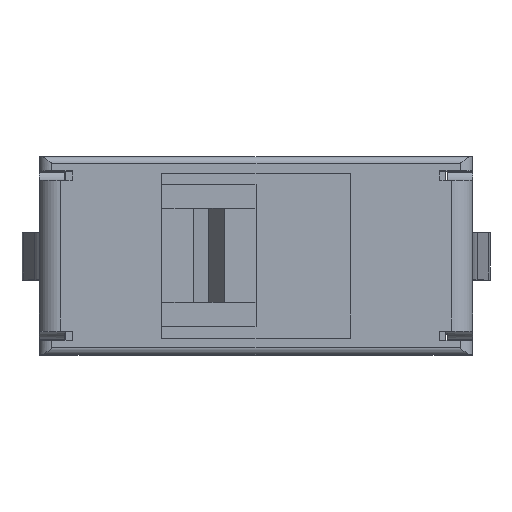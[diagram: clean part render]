
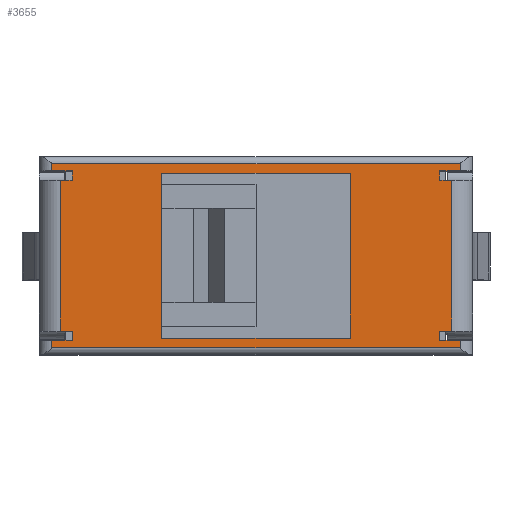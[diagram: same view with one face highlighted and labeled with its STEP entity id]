
A CAD part, top view. The second image highlights one B-rep face of the part: STEP entity #3655.
In plain terms, the highlighted planar face has unit normal (0, 0, 1).
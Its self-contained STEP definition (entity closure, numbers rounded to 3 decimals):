
#76=FACE_BOUND('',#522,.T.);
#330=FACE_OUTER_BOUND('',#521,.T.);
#521=EDGE_LOOP('',(#3169,#3170,#3171,#3172,#3173,#3174,#3175,#3176,#3177,
#3178,#3179,#3180,#3181,#3182,#3183,#3184,#3185,#3186,#3187,#3188));
#522=EDGE_LOOP('',(#3189,#3190,#3191,#3192));
#653=LINE('',#5173,#1082);
#664=LINE('',#5197,#1093);
#677=LINE('',#5224,#1106);
#712=LINE('',#5302,#1141);
#737=LINE('',#5374,#1166);
#747=LINE('',#5396,#1176);
#750=LINE('',#5402,#1179);
#833=LINE('',#5649,#1262);
#834=LINE('',#5651,#1263);
#835=LINE('',#5654,#1264);
#844=LINE('',#5673,#1273);
#847=LINE('',#5698,#1276);
#848=LINE('',#5717,#1277);
#852=LINE('',#5726,#1281);
#917=LINE('',#5918,#1346);
#926=LINE('',#5936,#1355);
#927=LINE('',#5940,#1356);
#928=LINE('',#5941,#1357);
#929=LINE('',#5943,#1358);
#930=LINE('',#5945,#1359);
#931=LINE('',#5946,#1360);
#932=LINE('',#5948,#1361);
#933=LINE('',#5950,#1362);
#934=LINE('',#5951,#1363);
#1082=VECTOR('',#4135,10.);
#1093=VECTOR('',#4152,10.);
#1106=VECTOR('',#4173,10.);
#1141=VECTOR('',#4236,10.);
#1166=VECTOR('',#4285,10.);
#1176=VECTOR('',#4303,10.);
#1179=VECTOR('',#4308,10.);
#1262=VECTOR('',#4551,10.);
#1263=VECTOR('',#4554,10.);
#1264=VECTOR('',#4557,10.);
#1273=VECTOR('',#4586,10.);
#1276=VECTOR('',#4599,10.);
#1277=VECTOR('',#4602,10.);
#1281=VECTOR('',#4608,10.);
#1346=VECTOR('',#4793,10.);
#1355=VECTOR('',#4820,10.);
#1356=VECTOR('',#4825,10.);
#1357=VECTOR('',#4826,10.);
#1358=VECTOR('',#4827,10.);
#1359=VECTOR('',#4828,10.);
#1360=VECTOR('',#4829,10.);
#1361=VECTOR('',#4830,10.);
#1362=VECTOR('',#4831,10.);
#1363=VECTOR('',#4832,10.);
#1492=VERTEX_POINT('',#5170);
#1493=VERTEX_POINT('',#5172);
#1502=VERTEX_POINT('',#5194);
#1503=VERTEX_POINT('',#5196);
#1513=VERTEX_POINT('',#5223);
#1542=VERTEX_POINT('',#5301);
#1564=VERTEX_POINT('',#5371);
#1565=VERTEX_POINT('',#5373);
#1572=VERTEX_POINT('',#5393);
#1573=VERTEX_POINT('',#5395);
#1574=VERTEX_POINT('',#5399);
#1575=VERTEX_POINT('',#5401);
#1659=VERTEX_POINT('',#5647);
#1660=VERTEX_POINT('',#5653);
#1661=VERTEX_POINT('',#5681);
#1662=VERTEX_POINT('',#5700);
#1663=VERTEX_POINT('',#5719);
#1666=VERTEX_POINT('',#5724);
#1733=VERTEX_POINT('',#5916);
#1734=VERTEX_POINT('',#5939);
#1735=VERTEX_POINT('',#5942);
#1736=VERTEX_POINT('',#5944);
#1737=VERTEX_POINT('',#5947);
#1738=VERTEX_POINT('',#5949);
#1866=EDGE_CURVE('',#1493,#1492,#653,.T.);
#1878=EDGE_CURVE('',#1503,#1502,#664,.T.);
#1892=EDGE_CURVE('',#1503,#1513,#677,.T.);
#1933=EDGE_CURVE('',#1513,#1542,#712,.T.);
#1965=EDGE_CURVE('',#1565,#1564,#737,.T.);
#1977=EDGE_CURVE('',#1572,#1573,#747,.T.);
#1980=EDGE_CURVE('',#1575,#1574,#750,.T.);
#2105=EDGE_CURVE('',#1492,#1659,#833,.T.);
#2106=EDGE_CURVE('',#1574,#1573,#834,.T.);
#2107=EDGE_CURVE('',#1493,#1660,#835,.T.);
#2117=EDGE_CURVE('',#1660,#1572,#844,.T.);
#2121=EDGE_CURVE('',#1659,#1661,#847,.T.);
#2123=EDGE_CURVE('',#1662,#1575,#848,.T.);
#2127=EDGE_CURVE('',#1663,#1666,#852,.T.);
#2224=EDGE_CURVE('',#1733,#1564,#917,.T.);
#2233=EDGE_CURVE('',#1502,#1565,#926,.T.);
#2234=EDGE_CURVE('',#1661,#1734,#927,.T.);
#2235=EDGE_CURVE('',#1542,#1734,#928,.T.);
#2236=EDGE_CURVE('',#1735,#1733,#929,.T.);
#2237=EDGE_CURVE('',#1736,#1735,#930,.T.);
#2238=EDGE_CURVE('',#1736,#1662,#931,.T.);
#2239=EDGE_CURVE('',#1737,#1663,#932,.T.);
#2240=EDGE_CURVE('',#1666,#1738,#933,.T.);
#2241=EDGE_CURVE('',#1737,#1738,#934,.T.);
#3169=ORIENTED_EDGE('',*,*,#2234,.T.);
#3170=ORIENTED_EDGE('',*,*,#2235,.F.);
#3171=ORIENTED_EDGE('',*,*,#1933,.F.);
#3172=ORIENTED_EDGE('',*,*,#1892,.F.);
#3173=ORIENTED_EDGE('',*,*,#1878,.T.);
#3174=ORIENTED_EDGE('',*,*,#2233,.T.);
#3175=ORIENTED_EDGE('',*,*,#1965,.T.);
#3176=ORIENTED_EDGE('',*,*,#2224,.F.);
#3177=ORIENTED_EDGE('',*,*,#2236,.F.);
#3178=ORIENTED_EDGE('',*,*,#2237,.F.);
#3179=ORIENTED_EDGE('',*,*,#2238,.T.);
#3180=ORIENTED_EDGE('',*,*,#2123,.T.);
#3181=ORIENTED_EDGE('',*,*,#1980,.T.);
#3182=ORIENTED_EDGE('',*,*,#2106,.T.);
#3183=ORIENTED_EDGE('',*,*,#1977,.F.);
#3184=ORIENTED_EDGE('',*,*,#2117,.F.);
#3185=ORIENTED_EDGE('',*,*,#2107,.F.);
#3186=ORIENTED_EDGE('',*,*,#1866,.T.);
#3187=ORIENTED_EDGE('',*,*,#2105,.T.);
#3188=ORIENTED_EDGE('',*,*,#2121,.T.);
#3189=ORIENTED_EDGE('',*,*,#2239,.T.);
#3190=ORIENTED_EDGE('',*,*,#2127,.T.);
#3191=ORIENTED_EDGE('',*,*,#2240,.T.);
#3192=ORIENTED_EDGE('',*,*,#2241,.F.);
#3478=PLANE('',#3948);
#3655=ADVANCED_FACE('',(#330,#76),#3478,.F.);
#3948=AXIS2_PLACEMENT_3D('',#5938,#4823,#4824);
#4135=DIRECTION('',(0.,-1.,0.));
#4152=DIRECTION('',(1.,0.,0.));
#4173=DIRECTION('',(0.,-1.,0.));
#4236=DIRECTION('',(1.,0.,0.));
#4285=DIRECTION('',(-1.,0.,0.));
#4303=DIRECTION('',(1.,0.,0.));
#4308=DIRECTION('',(1.,0.,0.));
#4551=DIRECTION('',(-1.,0.,0.));
#4554=DIRECTION('',(0.,-1.,0.));
#4557=DIRECTION('',(-1.,0.,0.));
#4586=DIRECTION('',(0.,1.,0.));
#4599=DIRECTION('',(0.,-1.,0.));
#4602=DIRECTION('',(0.,-1.,0.));
#4608=DIRECTION('',(0.,1.,0.));
#4793=DIRECTION('',(0.,-1.,0.));
#4820=DIRECTION('',(0.,1.,0.));
#4823=DIRECTION('center_axis',(0.,0.,-1.));
#4824=DIRECTION('ref_axis',(-1.,0.,0.));
#4825=DIRECTION('',(1.,0.,0.));
#4826=DIRECTION('',(0.,-1.,0.));
#4827=DIRECTION('',(-1.,0.,0.));
#4828=DIRECTION('',(0.,-1.,0.));
#4829=DIRECTION('',(-1.,0.,0.));
#4830=DIRECTION('',(-1.,0.,0.));
#4831=DIRECTION('',(1.,0.,0.));
#4832=DIRECTION('',(0.,1.,0.));
#5170=CARTESIAN_POINT('',(-3.9,0.3,11.5));
#5172=CARTESIAN_POINT('',(-3.9,0.5,11.5));
#5173=CARTESIAN_POINT('',(-3.9,0.3,11.5));
#5194=CARTESIAN_POINT('',(4.15,0.5,11.5));
#5196=CARTESIAN_POINT('',(3.9,0.5,11.5));
#5197=CARTESIAN_POINT('',(4.6,0.5,11.5));
#5223=CARTESIAN_POINT('',(3.9,0.3,11.5));
#5224=CARTESIAN_POINT('',(3.9,0.3,11.5));
#5301=CARTESIAN_POINT('',(4.335,0.3,11.5));
#5302=CARTESIAN_POINT('',(4.6,0.3,11.5));
#5371=CARTESIAN_POINT('',(3.9,3.7,11.5));
#5373=CARTESIAN_POINT('',(4.15,3.7,11.5));
#5374=CARTESIAN_POINT('',(4.6,3.7,11.5));
#5393=CARTESIAN_POINT('',(-4.15,3.7,11.5));
#5395=CARTESIAN_POINT('',(-3.9,3.7,11.5));
#5396=CARTESIAN_POINT('',(-4.6,3.7,11.5));
#5399=CARTESIAN_POINT('',(-3.9,3.9,11.5));
#5401=CARTESIAN_POINT('',(-4.335,3.9,11.5));
#5402=CARTESIAN_POINT('',(-4.6,3.9,11.5));
#5647=CARTESIAN_POINT('',(-4.335,0.3,11.5));
#5649=CARTESIAN_POINT('',(-4.6,0.3,11.5));
#5651=CARTESIAN_POINT('',(-3.9,1.8,11.5));
#5653=CARTESIAN_POINT('',(-4.15,0.5,11.5));
#5654=CARTESIAN_POINT('',(-4.6,0.5,11.5));
#5673=CARTESIAN_POINT('',(-4.15,3.55,11.5));
#5681=CARTESIAN_POINT('',(-4.335,0.15,11.5));
#5698=CARTESIAN_POINT('',(-4.335,0.,11.5));
#5700=CARTESIAN_POINT('',(-4.335,4.05,11.5));
#5717=CARTESIAN_POINT('',(-4.335,3.9,11.5));
#5719=CARTESIAN_POINT('',(-2.,0.35,11.5));
#5724=CARTESIAN_POINT('',(-2.,3.85,11.5));
#5726=CARTESIAN_POINT('',(-2.,0.,11.5));
#5916=CARTESIAN_POINT('',(3.9,3.9,11.5));
#5918=CARTESIAN_POINT('',(3.9,1.8,11.5));
#5936=CARTESIAN_POINT('',(4.15,3.55,11.5));
#5938=CARTESIAN_POINT('Origin',(4.6,0.,11.5));
#5939=CARTESIAN_POINT('',(4.335,0.15,11.5));
#5940=CARTESIAN_POINT('',(2.3,0.15,11.5));
#5941=CARTESIAN_POINT('',(4.335,0.,11.5));
#5942=CARTESIAN_POINT('',(4.335,3.9,11.5));
#5943=CARTESIAN_POINT('',(4.6,3.9,11.5));
#5944=CARTESIAN_POINT('',(4.335,4.05,11.5));
#5945=CARTESIAN_POINT('',(4.335,3.9,11.5));
#5946=CARTESIAN_POINT('',(2.3,4.05,11.5));
#5947=CARTESIAN_POINT('',(2.,0.35,11.5));
#5948=CARTESIAN_POINT('',(2.,0.35,11.5));
#5949=CARTESIAN_POINT('',(2.,3.85,11.5));
#5950=CARTESIAN_POINT('',(-2.,3.85,11.5));
#5951=CARTESIAN_POINT('',(2.,0.,11.5));
